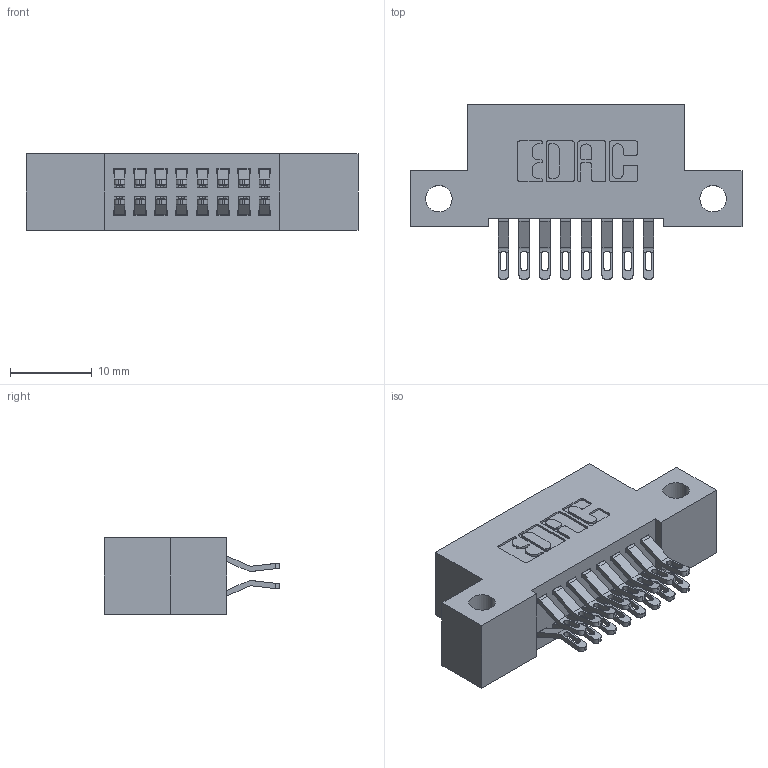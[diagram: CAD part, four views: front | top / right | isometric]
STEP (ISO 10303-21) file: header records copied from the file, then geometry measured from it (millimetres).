
FILE_DESCRIPTION (( 'STEP AP203' ), '1' );
FILE_NAME ('392-016-555-212.STEP', '2019-10-07T03:22:45', ( '' ), ( '' ), 'SwSTEP 2.0', 'SolidWorks 2016', '' );
FILE_SCHEMA (( 'CONFIG_CONTROL_DESIGN' ));
Length unit declared in the file: inch
Products named in the file (3): 392-016-555-212; 342 Part_Side Mount; 345-292-001_555 Tail
Assembly tree (17 placements, depth 2):
  392-016-555-212
    342 Part_Side Mount
    345-292-001_555 Tail  x16
Bounding box: 40.64 x 21.47 x 9.4 mm (x, y, z)
Volume: 3461.1 mm3; surface area: 4791.1 mm2
Topology: 17 solids, 17 shells, 1038 faces, 3227 edges, 2150 vertices
Faces by surface type: plane 610, cylinder 428
Entity records: 9741 total; most frequent: CARTESIAN_POINT 1688, ORIENTED_EDGE 1594, DIRECTION 1473, EDGE_CURVE 797, VECTOR 649, LINE 649, VERTEX_POINT 530, AXIS2_PLACEMENT_3D 412
